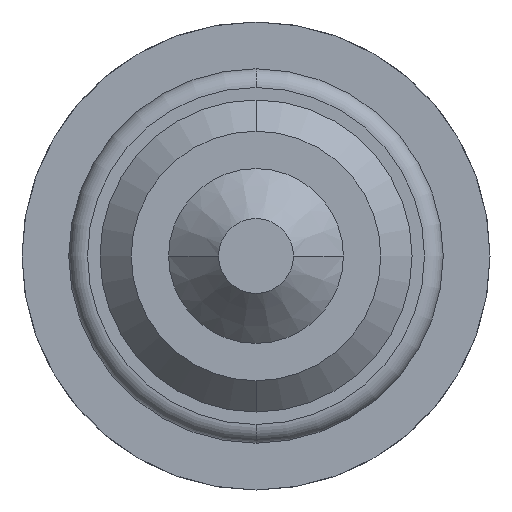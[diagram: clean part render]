
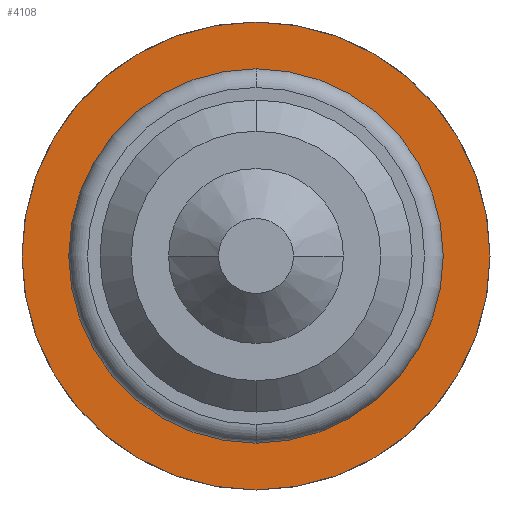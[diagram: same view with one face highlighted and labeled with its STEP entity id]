
A CAD part, front view. The second image highlights one B-rep face of the part: STEP entity #4108.
In plain terms, the highlighted planar face has unit normal (0, -1, 0).
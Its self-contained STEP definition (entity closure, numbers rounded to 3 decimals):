
#8 = DIRECTION ( 'NONE',  ( 0., -1., 0. ) ) ;
#181 = EDGE_CURVE ( 'Defeature ausgef�hrt2_5+Defeature ausgef�hrt2_6+Defeature ausgef�hrt2_6+Defeature ausgef�hrt2_6', #2344, #1296, #318, .T. ) ;
#199 = DIRECTION ( 'NONE',  ( 0., 0., -1. ) ) ;
#262 = FACE_BOUND ( 'NONE', #736, .T. ) ;
#318 = CIRCLE ( 'NONE', #2437, 1.875 ) ;
#509 = DIRECTION ( 'NONE',  ( 0., -1., 0. ) ) ;
#622 = DIRECTION ( 'NONE',  ( 0., 0., -1. ) ) ;
#635 = ORIENTED_EDGE ( 'NONE', *, *, #3831, .F. ) ;
#662 = VERTEX_POINT ( 'NONE', #2273 ) ;
#669 = CIRCLE ( 'NONE', #2981, 1.5 ) ;
#736 = EDGE_LOOP ( 'NONE', ( #635, #2735 ) ) ;
#966 = CIRCLE ( 'NONE', #976, 1.5 ) ;
#976 = AXIS2_PLACEMENT_3D ( 'NONE', #1604, #4227, #2616 ) ;
#1089 = AXIS2_PLACEMENT_3D ( 'NONE', #3930, #1583, #4179 ) ;
#1101 = EDGE_CURVE ( 'Defeature ausgef�hrt2_4+Defeature ausgef�hrt2_5+Defeature ausgef�hrt2_5+Defeature ausgef�hrt2_5', #2769, #662, #966, .T. ) ;
#1255 = DIRECTION ( 'NONE',  ( 0., -1., 0. ) ) ;
#1296 = VERTEX_POINT ( 'NONE', #2698 ) ;
#1583 = DIRECTION ( 'NONE',  ( 0., -1., 0. ) ) ;
#1604 = CARTESIAN_POINT ( 'NONE',  ( 0., 20., 0. ) ) ;
#1933 = CARTESIAN_POINT ( 'NONE',  ( 0., 20., 0. ) ) ;
#2004 = EDGE_LOOP ( 'NONE', ( #3169, #4142 ) ) ;
#2146 = CARTESIAN_POINT ( 'NONE',  ( 0., 20., 1.5 ) ) ;
#2201 = CARTESIAN_POINT ( 'NONE',  ( 0., 20., -1.875 ) ) ;
#2273 = CARTESIAN_POINT ( 'NONE',  ( 0., 20., -1.5 ) ) ;
#2291 = PLANE ( 'NONE',  #2376 ) ;
#2344 = VERTEX_POINT ( 'NONE', #2201 ) ;
#2376 = AXIS2_PLACEMENT_3D ( 'NONE', #2575, #8, #622 ) ;
#2437 = AXIS2_PLACEMENT_3D ( 'NONE', #1933, #1255, #2900 ) ;
#2575 = CARTESIAN_POINT ( 'NONE',  ( 1.5, 20., 0. ) ) ;
#2616 = DIRECTION ( 'NONE',  ( 0., 0., -1. ) ) ;
#2698 = CARTESIAN_POINT ( 'NONE',  ( 0., 20., 1.875 ) ) ;
#2735 = ORIENTED_EDGE ( 'NONE', *, *, #1101, .F. ) ;
#2769 = VERTEX_POINT ( 'NONE', #2146 ) ;
#2860 = FACE_OUTER_BOUND ( 'NONE', #2004, .T. ) ;
#2900 = DIRECTION ( 'NONE',  ( 0., 0., -1. ) ) ;
#2904 = EDGE_CURVE ( 'Defeature ausgef�hrt2_5+Defeature ausgef�hrt2_6+Defeature ausgef�hrt2_6+Defeature ausgef�hrt2_6', #1296, #2344, #3007, .T. ) ;
#2981 = AXIS2_PLACEMENT_3D ( 'NONE', #3773, #509, #199 ) ;
#3007 = CIRCLE ( 'NONE', #1089, 1.875 ) ;
#3169 = ORIENTED_EDGE ( 'NONE', *, *, #181, .T. ) ;
#3773 = CARTESIAN_POINT ( 'NONE',  ( 0., 20., 0. ) ) ;
#3831 = EDGE_CURVE ( 'Defeature ausgef�hrt2_4+Defeature ausgef�hrt2_5+Defeature ausgef�hrt2_5+Defeature ausgef�hrt2_5', #662, #2769, #669, .T. ) ;
#3930 = CARTESIAN_POINT ( 'NONE',  ( 0., 20., 0. ) ) ;
#4108 = ADVANCED_FACE ( 'Defeature ausgef�hrt2_5', ( #2860, #262 ), #2291, .T. ) ;
#4142 = ORIENTED_EDGE ( 'NONE', *, *, #2904, .T. ) ;
#4179 = DIRECTION ( 'NONE',  ( 0., 0., -1. ) ) ;
#4227 = DIRECTION ( 'NONE',  ( 0., -1., 0. ) ) ;
